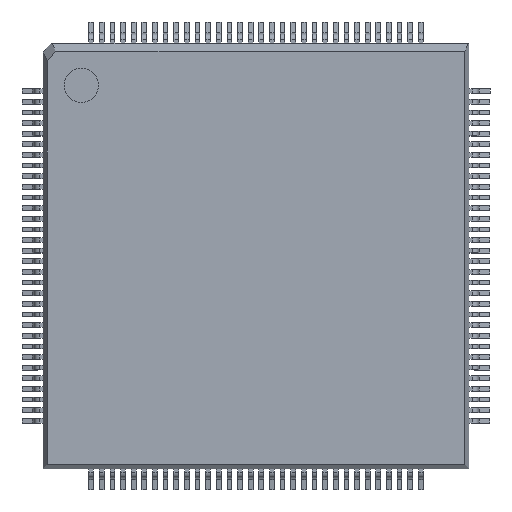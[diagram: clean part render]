
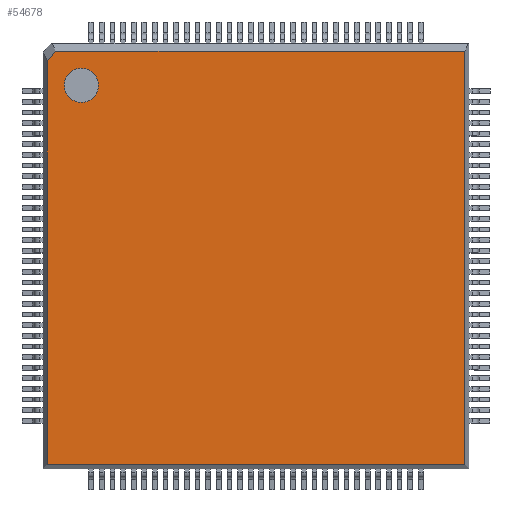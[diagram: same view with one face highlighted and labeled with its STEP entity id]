
A CAD part, top view. The second image highlights one B-rep face of the part: STEP entity #54678.
In plain terms, the highlighted planar face has unit normal (0, 0, 1).
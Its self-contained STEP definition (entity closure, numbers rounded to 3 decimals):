
#54374=CARTESIAN_POINT('',(-7.41,8.02,1.6));
#54375=VERTEX_POINT('',#54374);
#54384=CARTESIAN_POINT('',(-9.01,8.02,1.6));
#54385=VERTEX_POINT('',#54384);
#54386=CARTESIAN_POINT('',(-8.21,8.02,1.6));
#54387=DIRECTION('',(0.0,0.0,-1.0));
#54388=DIRECTION('',(1.0,0.0,0.0));
#54389=AXIS2_PLACEMENT_3D('',#54386,#54387,#54388);
#54390=CIRCLE('',#54389,0.8);
#54391=EDGE_CURVE('',#54385,#54375,#54390,.T.);
#54604=CARTESIAN_POINT('',(-9.413,9.62,1.6));
#54605=VERTEX_POINT('',#54604);
#54612=CARTESIAN_POINT('',(9.81,9.62,1.6));
#54613=VERTEX_POINT('',#54612);
#54614=CARTESIAN_POINT('',(-9.413,9.62,1.6));
#54615=DIRECTION('',(1.0,0.0,0.0));
#54616=VECTOR('',#54615,19.223);
#54617=LINE('',#54614,#54616);
#54618=EDGE_CURVE('',#54605,#54613,#54617,.T.);
#54630=CARTESIAN_POINT('',(-10.,10.,1.6));
#54631=DIRECTION('',(0.0,0.0,1.0));
#54632=DIRECTION('',(1.0,0.0,0.0));
#54633=AXIS2_PLACEMENT_3D('',#54630,#54631,#54632);
#54634=PLANE('',#54633);
#54635=CARTESIAN_POINT('',(-9.81,9.173,1.6));
#54636=VERTEX_POINT('',#54635);
#54637=CARTESIAN_POINT('',(-9.81,9.173,1.6));
#54638=DIRECTION('',(0.664,0.747,0.0));
#54639=VECTOR('',#54638,0.598);
#54640=LINE('',#54637,#54639);
#54641=EDGE_CURVE('',#54636,#54605,#54640,.T.);
#54642=ORIENTED_EDGE('',*,*,#54641,.F.);
#54643=CARTESIAN_POINT('',(-9.81,-9.81,1.6));
#54644=VERTEX_POINT('',#54643);
#54645=CARTESIAN_POINT('',(-9.81,-9.81,1.6));
#54646=DIRECTION('',(0.0,1.0,0.0));
#54647=VECTOR('',#54646,18.983);
#54648=LINE('',#54645,#54647);
#54649=EDGE_CURVE('',#54644,#54636,#54648,.T.);
#54650=ORIENTED_EDGE('',*,*,#54649,.F.);
#54651=CARTESIAN_POINT('',(9.81,-9.81,1.6));
#54652=VERTEX_POINT('',#54651);
#54653=CARTESIAN_POINT('',(9.81,-9.81,1.6));
#54654=DIRECTION('',(-1.0,0.0,0.0));
#54655=VECTOR('',#54654,19.62);
#54656=LINE('',#54653,#54655);
#54657=EDGE_CURVE('',#54652,#54644,#54656,.T.);
#54658=ORIENTED_EDGE('',*,*,#54657,.F.);
#54659=CARTESIAN_POINT('',(9.81,9.62,1.6));
#54660=DIRECTION('',(0.0,-1.0,0.0));
#54661=VECTOR('',#54660,19.43);
#54662=LINE('',#54659,#54661);
#54663=EDGE_CURVE('',#54613,#54652,#54662,.T.);
#54664=ORIENTED_EDGE('',*,*,#54663,.F.);
#54665=ORIENTED_EDGE('',*,*,#54618,.F.);
#54666=EDGE_LOOP('',(#54642,#54650,#54658,#54664,#54665));
#54667=FACE_OUTER_BOUND('',#54666,.T.);
#54668=CARTESIAN_POINT('',(-8.21,8.02,1.6));
#54669=DIRECTION('',(0.0,0.0,-1.0));
#54670=DIRECTION('',(1.0,0.0,0.0));
#54671=AXIS2_PLACEMENT_3D('',#54668,#54669,#54670);
#54672=CIRCLE('',#54671,0.8);
#54673=EDGE_CURVE('',#54375,#54385,#54672,.T.);
#54674=ORIENTED_EDGE('',*,*,#54673,.T.);
#54675=ORIENTED_EDGE('',*,*,#54391,.T.);
#54676=EDGE_LOOP('',(#54674,#54675));
#54677=FACE_BOUND('',#54676,.T.);
#54678=ADVANCED_FACE('',(#54667,#54677),#54634,.T.);
